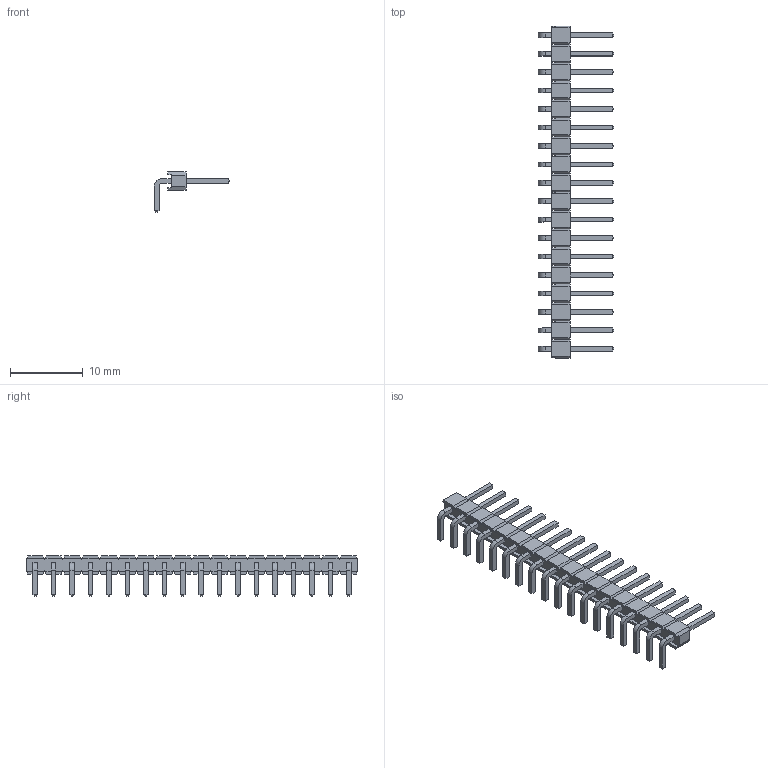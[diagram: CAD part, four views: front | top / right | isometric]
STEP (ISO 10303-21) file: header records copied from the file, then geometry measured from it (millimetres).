
FILE_DESCRIPTION(/* description */ ('Unknown'),/* implementation_level */ '2;1');
FILE_NAME(/* name */ 'J_Wurth_WR-PHD_61301811021',/* time_stamp */ '2025-04-08T16:27:08+08:00',/* author */ ('Unknown'),/* organization */ ('Unknown'),/* preprocessor_version */ 'ST-DEVELOPER v19.4',/* originating_system */ 'Solid Edge',/* authorisation */ 'Unknown');
FILE_SCHEMA (('AUTOMOTIVE_DESIGN {1 0 10303 214 3 1 1}'));
Length unit declared in the file: millimetre
Products named in the file (2): J_Wurth_WR-PHD_61301811021
Assembly tree (1 placements, depth 2):
  J_Wurth_WR-PHD_61301811021
    J_Wurth_WR-PHD_61301811021
Bounding box: 10.36 x 45.72 x 5.54 mm (x, y, z)
Volume: 329.4 mm3; surface area: 1095.2 mm2
Topology: 1 solids, 1 shells, 580 faces, 1482 edges, 940 vertices
Faces by surface type: plane 544, cylinder 36
Entity records: 21149 total; most frequent: CARTESIAN_POINT 3004, ORIENTED_EDGE 2964, DIRECTION 2718, EDGE_CURVE 1482, LINE 1410, VECTOR 1410, VERTEX_POINT 940, AXIS2_PLACEMENT_3D 654
